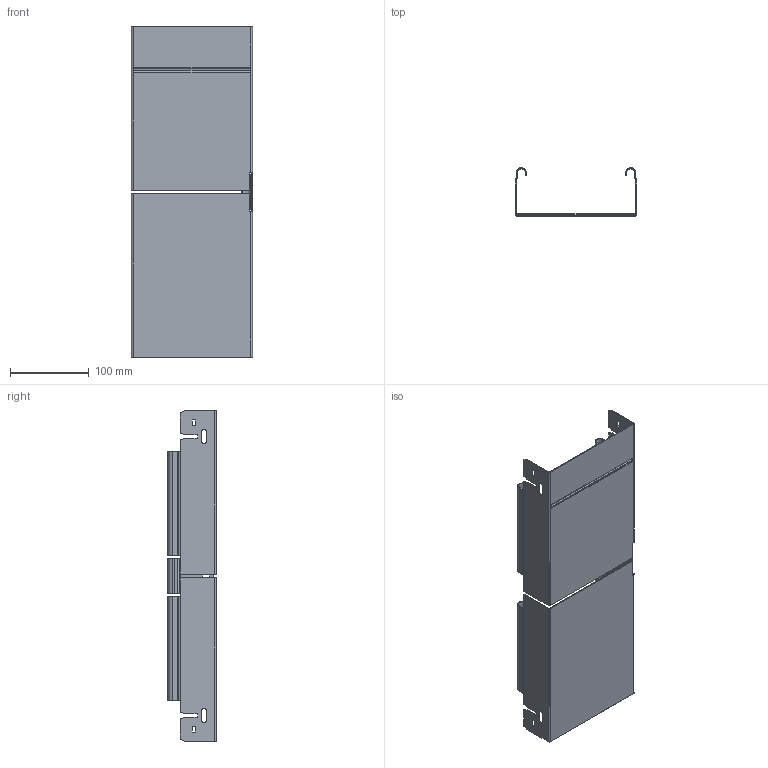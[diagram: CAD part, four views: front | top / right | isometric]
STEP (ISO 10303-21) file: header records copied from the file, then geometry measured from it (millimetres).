
FILE_DESCRIPTION (( 'STEP AP214' ), '1' );
FILE_NAME ('6040482.stp', '2016-08-16T12:38:56', ( '' ), ( '' ), 'SwSTEP 2.0', 'SolidWorks 2014', '' );
FILE_SCHEMA (( 'AUTOMOTIVE_DESIGN' ));
Length unit declared in the file: millimetre
Products named in the file (1): 6040482
Bounding box: 154 x 61.5 x 420 mm (x, y, z)
Volume: 116981.3 mm3; surface area: 236614 mm2
Topology: 1 solids, 1 shells, 279 faces, 703 edges, 424 vertices
Faces by surface type: plane 175, cylinder 104
Entity records: 8299 total; most frequent: DIRECTION 1471, CARTESIAN_POINT 1407, ORIENTED_EDGE 1406, EDGE_CURVE 703, LINE 495, VECTOR 495, AXIS2_PLACEMENT_3D 488, VERTEX_POINT 424
